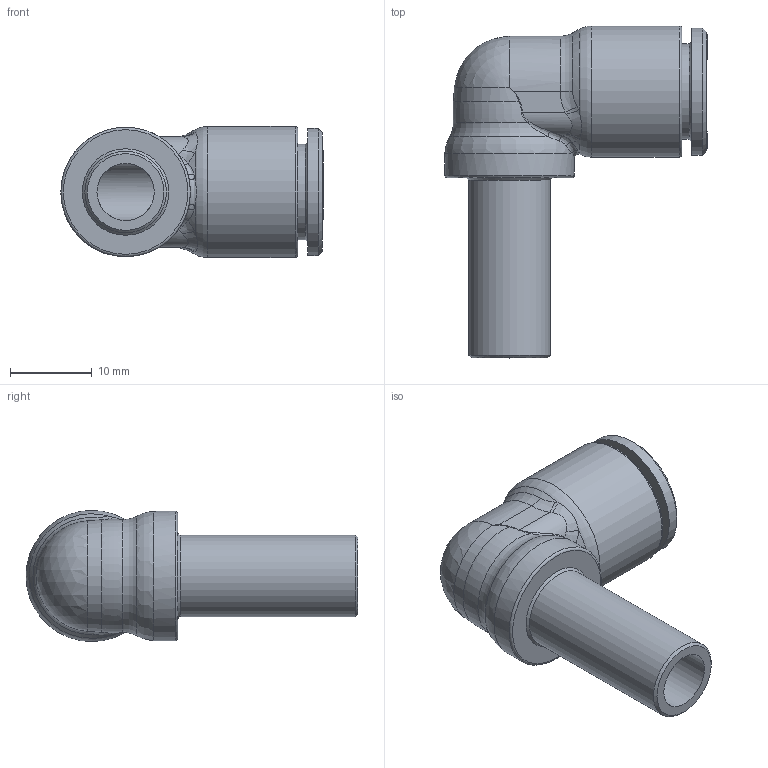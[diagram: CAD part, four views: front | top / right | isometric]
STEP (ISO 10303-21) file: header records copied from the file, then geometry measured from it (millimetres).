
FILE_DESCRIPTION(/* description */ ('STEP AP214'),/* implementation_level */ '2;1');
FILE_NAME(/* name */ 'B0390050',/* time_stamp */ '2023-03-30T15:26:18+02:00',/* author */ ('License CC BY-ND 4.0'),/* organization */ ('CADENAS'),/* preprocessor_version */ 'ST-DEVELOPER v19.3',/* originating_system */ 'PARTsolutions',/* authorisation */ ' ');
FILE_SCHEMA (('AUTOMOTIVE_DESIGN {1 0 10303 214 3 1 1}'));
Length unit declared in the file: millimetre
Products named in the file (1): B0390050
Bounding box: 32 x 40.5 x 16 mm (x, y, z)
Volume: 4676.7 mm3; surface area: 4144.5 mm2
Topology: 1 solids, 3 shells, 184 faces, 451 edges, 289 vertices
Faces by surface type: plane 82, bspline 70, cylinder 15, cone 9, torus 7, sphere 1
Full cylindrical faces by diameter (mm): 7 x2, 9.95 x1, 10.2 x1, 11.62 x1, 15.5 x1, 15.8 x1, 16 x1
Entity records: 8398 total; most frequent: CARTESIAN_POINT 4606, ORIENTED_EDGE 854, DIRECTION 577, EDGE_CURVE 427, VERTEX_POINT 283, EDGE_LOOP 220, FACE_BOUND 220, LINE 219
